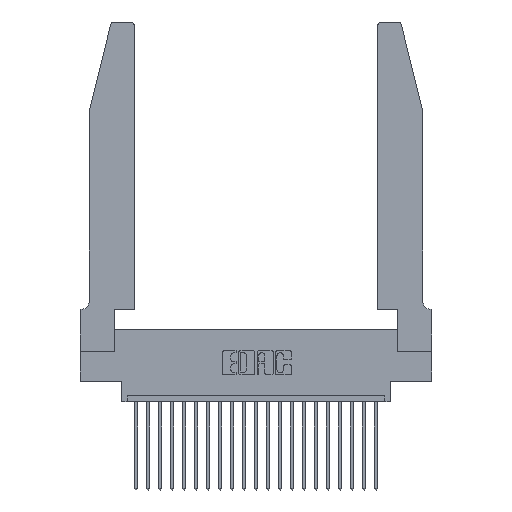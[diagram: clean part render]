
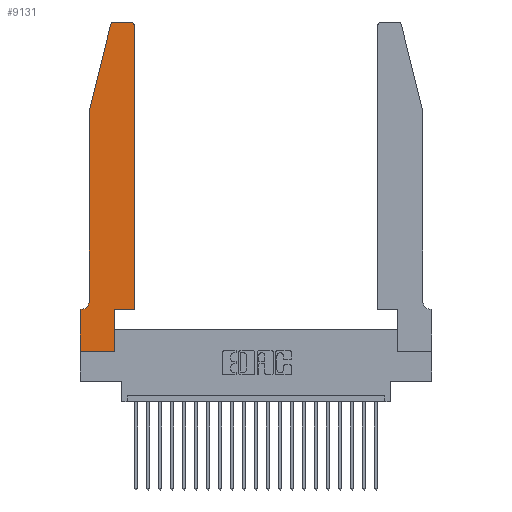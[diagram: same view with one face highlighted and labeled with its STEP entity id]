
A CAD part, top view. The second image highlights one B-rep face of the part: STEP entity #9131.
In plain terms, the highlighted planar face has unit normal (0, 0, 1).
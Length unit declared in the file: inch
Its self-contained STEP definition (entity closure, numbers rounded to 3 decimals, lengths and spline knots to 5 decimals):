
#26 = ORIENTED_EDGE ( 'NONE', *, *, #1602, .T. ) ;
#41 = VECTOR ( 'NONE', #5817, 39.37008 ) ;
#239 = ORIENTED_EDGE ( 'NONE', *, *, #19901, .T. ) ;
#623 = EDGE_CURVE ( 'NONE', #11045, #10510, #673, .T. ) ;
#673 = CIRCLE ( 'NONE', #847, 0.03 ) ;
#711 = VECTOR ( 'NONE', #5679, 39.37008 ) ;
#718 = VERTEX_POINT ( 'NONE', #22650 ) ;
#847 = AXIS2_PLACEMENT_3D ( 'NONE', #19969, #14406, #21730 ) ;
#1054 = DIRECTION ( 'NONE',  ( 1., 0., 0. ) ) ;
#1105 = FACE_OUTER_BOUND ( 'NONE', #19630, .T. ) ;
#1285 = CARTESIAN_POINT ( 'NONE',  ( 0., 0.35, 0.37 ) ) ;
#1554 = LINE ( 'NONE', #5742, #3537 ) ;
#1602 = EDGE_CURVE ( 'NONE', #10510, #12390, #9408, .T. ) ;
#1657 = ORIENTED_EDGE ( 'NONE', *, *, #623, .T. ) ;
#1805 = CARTESIAN_POINT ( 'NONE',  ( 0., 0., 0.37 ) ) ;
#1811 = CARTESIAN_POINT ( 'NONE',  ( 0.4505, 0.35, 0.37 ) ) ;
#2017 = VECTOR ( 'NONE', #19595, 39.37008 ) ;
#2496 = EDGE_CURVE ( 'NONE', #11129, #12582, #19601, .T. ) ;
#2510 = CARTESIAN_POINT ( 'NONE',  ( 0.0755, 2., 0.37 ) ) ;
#3064 = ORIENTED_EDGE ( 'NONE', *, *, #6007, .T. ) ;
#3115 = DIRECTION ( 'NONE',  ( 0., 1., 0. ) ) ;
#3272 = LINE ( 'NONE', #11344, #711 ) ;
#3537 = VECTOR ( 'NONE', #13095, 39.37008 ) ;
#4238 = CARTESIAN_POINT ( 'NONE',  ( 0.0755, 0.42, 0.37 ) ) ;
#5218 = CARTESIAN_POINT ( 'NONE',  ( 0.0055, 0.35, 0.37 ) ) ;
#5475 = EDGE_CURVE ( 'NONE', #22002, #11045, #6384, .T. ) ;
#5545 = DIRECTION ( 'NONE',  ( 1., 0., 0. ) ) ;
#5679 = DIRECTION ( 'NONE',  ( 0., 1., 0. ) ) ;
#5742 = CARTESIAN_POINT ( 'NONE',  ( 0., 0., 0.37 ) ) ;
#5750 = EDGE_CURVE ( 'NONE', #16863, #7737, #3272, .T. ) ;
#5817 = DIRECTION ( 'NONE',  ( -0.239, -0.971, 0. ) ) ;
#5998 = LINE ( 'NONE', #1811, #12239 ) ;
#6007 = EDGE_CURVE ( 'NONE', #21786, #11735, #1554, .T. ) ;
#6013 = VECTOR ( 'NONE', #9630, 39.37008 ) ;
#6316 = ORIENTED_EDGE ( 'NONE', *, *, #18866, .T. ) ;
#6384 = LINE ( 'NONE', #8487, #8351 ) ;
#6531 = LINE ( 'NONE', #8548, #2017 ) ;
#6707 = CARTESIAN_POINT ( 'NONE',  ( 0.4505, 0.35, 0.37 ) ) ;
#6765 = PLANE ( 'NONE',  #15874 ) ;
#6856 = ORIENTED_EDGE ( 'NONE', *, *, #16709, .T. ) ;
#7346 = DIRECTION ( 'NONE',  ( 1., 0., 0. ) ) ;
#7436 = VECTOR ( 'NONE', #14813, 39.37008 ) ;
#7737 = VERTEX_POINT ( 'NONE', #20288 ) ;
#8351 = VECTOR ( 'NONE', #3115, 39.37008 ) ;
#8487 = CARTESIAN_POINT ( 'NONE',  ( 0.4505, 0.35, 0.37 ) ) ;
#8548 = CARTESIAN_POINT ( 'NONE',  ( 0.0755, 2., 0.37 ) ) ;
#9131 = ADVANCED_FACE ( 'NONE', ( #1105 ), #6765, .T. ) ;
#9408 = LINE ( 'NONE', #22126, #7436 ) ;
#9630 = DIRECTION ( 'NONE',  ( -1., 0., 0. ) ) ;
#10510 = VERTEX_POINT ( 'NONE', #17993 ) ;
#10698 = ORIENTED_EDGE ( 'NONE', *, *, #12605, .T. ) ;
#10902 = CARTESIAN_POINT ( 'NONE',  ( 0.0055, 0.42, 0.37 ) ) ;
#11045 = VERTEX_POINT ( 'NONE', #15870 ) ;
#11129 = VERTEX_POINT ( 'NONE', #4238 ) ;
#11344 = CARTESIAN_POINT ( 'NONE',  ( 0.2865, 0.35, 0.37 ) ) ;
#11699 = CARTESIAN_POINT ( 'NONE',  ( 0.284, 2.72, 0.37 ) ) ;
#11716 = LINE ( 'NONE', #13318, #6013 ) ;
#11735 = VERTEX_POINT ( 'NONE', #1805 ) ;
#11739 = VECTOR ( 'NONE', #5545, 39.37008 ) ;
#12086 = DIRECTION ( 'NONE',  ( 0., 0., 1. ) ) ;
#12239 = VECTOR ( 'NONE', #7346, 39.37008 ) ;
#12390 = VERTEX_POINT ( 'NONE', #16766 ) ;
#12538 = ORIENTED_EDGE ( 'NONE', *, *, #2496, .T. ) ;
#12572 = CARTESIAN_POINT ( 'NONE',  ( 0., 0., 0.37 ) ) ;
#12582 = VERTEX_POINT ( 'NONE', #5218 ) ;
#12605 = EDGE_CURVE ( 'NONE', #718, #11129, #6531, .T. ) ;
#12820 = DIRECTION ( 'NONE',  ( 0., 0., -1. ) ) ;
#12833 = LINE ( 'NONE', #2510, #41 ) ;
#13095 = DIRECTION ( 'NONE',  ( 0., -1., 0. ) ) ;
#13318 = CARTESIAN_POINT ( 'NONE',  ( 0.0755, 0.35, 0.37 ) ) ;
#13653 = AXIS2_PLACEMENT_3D ( 'NONE', #11699, #14970, #15130 ) ;
#13740 = EDGE_CURVE ( 'NONE', #12390, #13912, #18432, .T. ) ;
#13912 = VERTEX_POINT ( 'NONE', #22842 ) ;
#14011 = ORIENTED_EDGE ( 'NONE', *, *, #5475, .T. ) ;
#14406 = DIRECTION ( 'NONE',  ( 0., 0., 1. ) ) ;
#14813 = DIRECTION ( 'NONE',  ( -1., 0., 0. ) ) ;
#14970 = DIRECTION ( 'NONE',  ( 0., 0., 1. ) ) ;
#15130 = DIRECTION ( 'NONE',  ( 1., 0., 0. ) ) ;
#15870 = CARTESIAN_POINT ( 'NONE',  ( 0.4505, 2.72, 0.37 ) ) ;
#15874 = AXIS2_PLACEMENT_3D ( 'NONE', #1285, #12086, #1054 ) ;
#15942 = ORIENTED_EDGE ( 'NONE', *, *, #5750, .T. ) ;
#16014 = LINE ( 'NONE', #12572, #11739 ) ;
#16513 = CARTESIAN_POINT ( 'NONE',  ( 0.2865, 0., 0.37 ) ) ;
#16548 = DIRECTION ( 'NONE',  ( -1., 0., 0. ) ) ;
#16709 = EDGE_CURVE ( 'NONE', #11735, #16863, #16014, .T. ) ;
#16766 = CARTESIAN_POINT ( 'NONE',  ( 0.284, 2.75, 0.37 ) ) ;
#16863 = VERTEX_POINT ( 'NONE', #16513 ) ;
#17874 = ORIENTED_EDGE ( 'NONE', *, *, #18830, .T. ) ;
#17993 = CARTESIAN_POINT ( 'NONE',  ( 0.4205, 2.75, 0.37 ) ) ;
#18432 = CIRCLE ( 'NONE', #13653, 0.03 ) ;
#18706 = CARTESIAN_POINT ( 'NONE',  ( 0., 0.35, 0.37 ) ) ;
#18830 = EDGE_CURVE ( 'NONE', #12582, #21786, #11716, .T. ) ;
#18866 = EDGE_CURVE ( 'NONE', #13912, #718, #12833, .T. ) ;
#19002 = ORIENTED_EDGE ( 'NONE', *, *, #13740, .T. ) ;
#19595 = DIRECTION ( 'NONE',  ( 0., -1., 0. ) ) ;
#19601 = CIRCLE ( 'NONE', #22489, 0.07 ) ;
#19630 = EDGE_LOOP ( 'NONE', ( #26, #19002, #6316, #10698, #12538, #17874, #3064, #6856, #15942, #239, #14011, #1657 ) ) ;
#19901 = EDGE_CURVE ( 'NONE', #7737, #22002, #5998, .T. ) ;
#19969 = CARTESIAN_POINT ( 'NONE',  ( 0.4205, 2.72, 0.37 ) ) ;
#20288 = CARTESIAN_POINT ( 'NONE',  ( 0.2865, 0.35, 0.37 ) ) ;
#21730 = DIRECTION ( 'NONE',  ( 1., 0., 0. ) ) ;
#21786 = VERTEX_POINT ( 'NONE', #18706 ) ;
#22002 = VERTEX_POINT ( 'NONE', #6707 ) ;
#22126 = CARTESIAN_POINT ( 'NONE',  ( 0.2605, 2.75, 0.37 ) ) ;
#22489 = AXIS2_PLACEMENT_3D ( 'NONE', #10902, #12820, #16548 ) ;
#22650 = CARTESIAN_POINT ( 'NONE',  ( 0.0755, 2., 0.37 ) ) ;
#22842 = CARTESIAN_POINT ( 'NONE',  ( 0.25487, 2.72718, 0.37 ) ) ;
